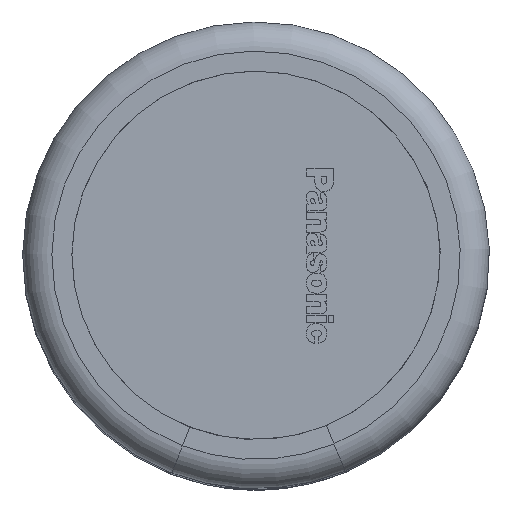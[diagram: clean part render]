
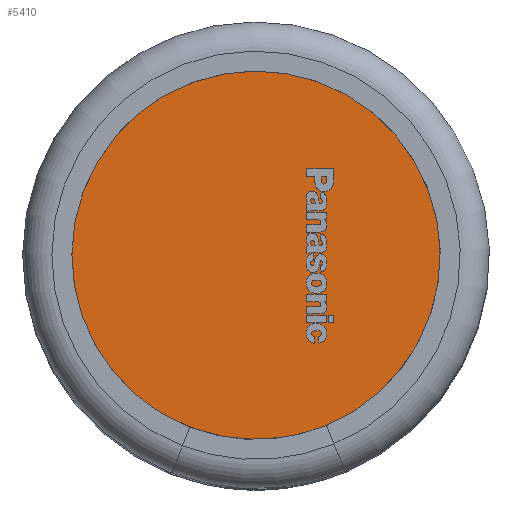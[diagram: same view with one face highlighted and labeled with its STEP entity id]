
A CAD part, top view. The second image highlights one B-rep face of the part: STEP entity #5410.
In plain terms, the highlighted planar face has unit normal (0, 0, 1).
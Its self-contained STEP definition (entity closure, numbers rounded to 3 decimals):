
#573=FACE_OUTER_BOUND('',#893,.T.);
#893=EDGE_LOOP('',(#3699));
#1222=CIRCLE('',#5786,3.158);
#2255=VERTEX_POINT('',#7200);
#2821=EDGE_CURVE('',#2255,#2255,#1222,.T.);
#3699=ORIENTED_EDGE('',*,*,#2821,.F.);
#5239=PLANE('',#5788);
#5410=ADVANCED_FACE('',(#573),#5239,.T.);
#5786=AXIS2_PLACEMENT_3D('',#7201,#6173,#6174);
#5788=AXIS2_PLACEMENT_3D('',#7203,#6177,#6178);
#6173=DIRECTION('center_axis',(0.,0.,-1.));
#6174=DIRECTION('ref_axis',(-1.,0.,0.));
#6177=DIRECTION('center_axis',(0.,0.,1.));
#6178=DIRECTION('ref_axis',(1.,0.,0.));
#7200=CARTESIAN_POINT('',(3.158,0.,16.4));
#7201=CARTESIAN_POINT('Origin',(0.,0.,16.4));
#7203=CARTESIAN_POINT('Origin',(0.,0.,16.4));
